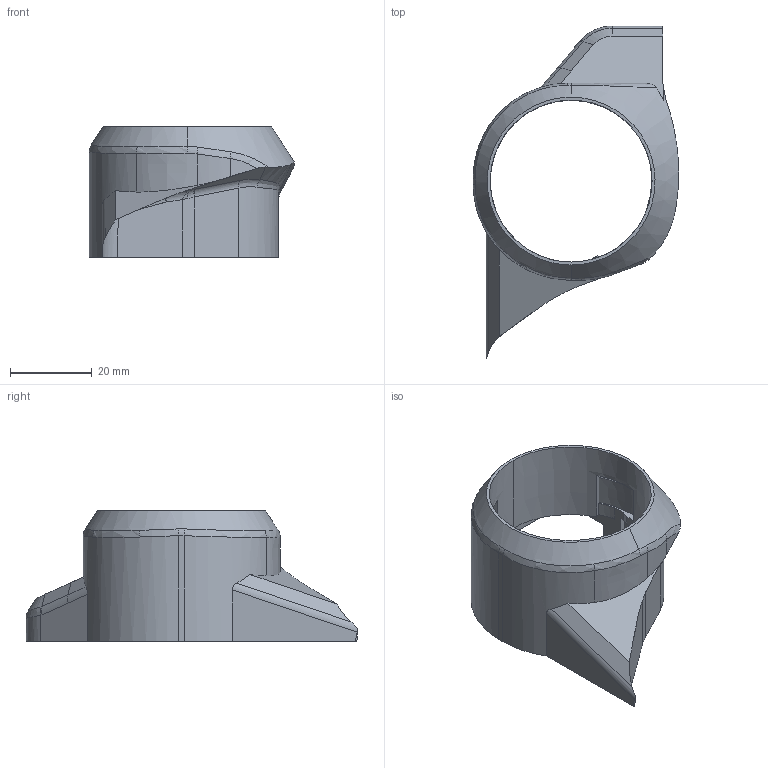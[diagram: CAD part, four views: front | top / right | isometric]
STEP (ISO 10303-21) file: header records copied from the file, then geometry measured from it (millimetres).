
FILE_DESCRIPTION(('HOOPS Exchange Step'),'2;1');
FILE_NAME('hpd-V2-TB-body.stp','2025-02-21T17:32:04+03:00',('111'),('Unknown organisation'),'HOOPS Exchange 2024.2','HOOPS Exchange','Unknown authorisation');
FILE_SCHEMA( ('AP203_CONFIGURATION_CONTROLLED_3D_DESIGN_OF_MECHANICAL_PARTS_AND_ASSEMBLIES_MIM_LF') );
Length unit declared in the file: millimetre
Products named in the file (1): root
Bounding box: 50.18 x 81.01 x 31.9 mm (x, y, z)
Volume: 17470 mm3; surface area: 11874.5 mm2
Topology: 1 solids, 1 shells, 169 faces, 489 edges, 320 vertices
Faces by surface type: plane 100, cylinder 35, bspline 34
Entity records: 10811 total; most frequent: CARTESIAN_POINT 6555, ORIENTED_EDGE 976, DIRECTION 756, EDGE_CURVE 488, VERTEX_POINT 320, VECTOR 302, LINE 302, AXIS2_PLACEMENT_3D 227
